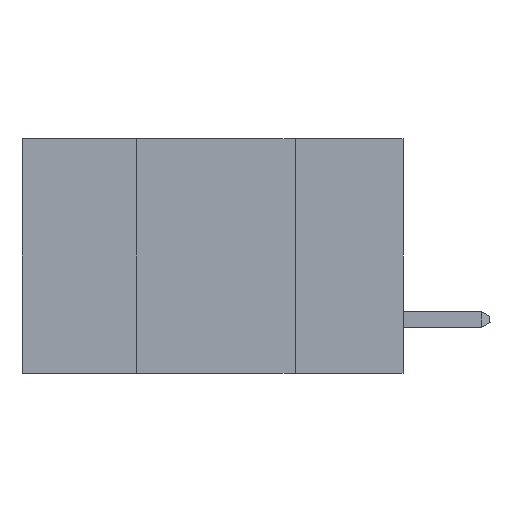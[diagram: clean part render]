
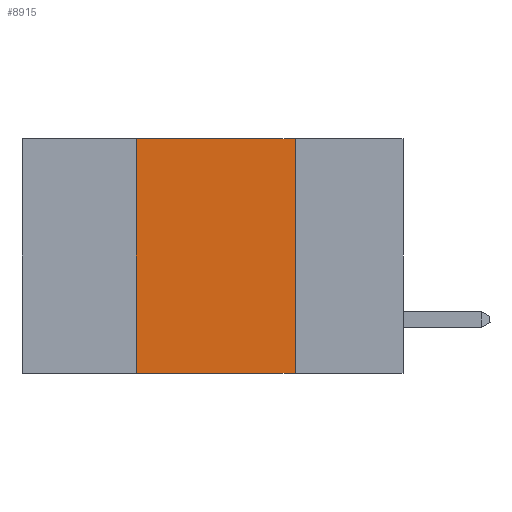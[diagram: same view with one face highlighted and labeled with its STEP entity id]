
A CAD part, left-side view. The second image highlights one B-rep face of the part: STEP entity #8915.
In plain terms, the highlighted planar face has unit normal (-1, 0, 0).
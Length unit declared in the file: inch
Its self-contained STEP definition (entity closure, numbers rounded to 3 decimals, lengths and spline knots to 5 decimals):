
#243 = CARTESIAN_POINT ( 'NONE',  ( 0., 0.42, 0. ) ) ;
#330 = DIRECTION ( 'NONE',  ( 0., -1., 0. ) ) ;
#684 = DIRECTION ( 'NONE',  ( 0., 0., -1. ) ) ;
#1283 = DIRECTION ( 'NONE',  ( 0., -1., 0. ) ) ;
#2193 = VERTEX_POINT ( 'NONE', #2884 ) ;
#2525 = VECTOR ( 'NONE', #7393, 39.37008 ) ;
#2596 = EDGE_LOOP ( 'NONE', ( #5933, #5325, #5236, #8138 ) ) ;
#2606 = EDGE_CURVE ( 'NONE', #2193, #6613, #3861, .T. ) ;
#2884 = CARTESIAN_POINT ( 'NONE',  ( 0., 0.42, -0.37 ) ) ;
#3081 = VERTEX_POINT ( 'NONE', #7268 ) ;
#3359 = VECTOR ( 'NONE', #330, 39.37008 ) ;
#3661 = LINE ( 'NONE', #243, #2525 ) ;
#3861 = LINE ( 'NONE', #5300, #9879 ) ;
#3883 = CARTESIAN_POINT ( 'NONE',  ( 0., 0.17, -0.37 ) ) ;
#4048 = EDGE_CURVE ( 'NONE', #3081, #6820, #5573, .T. ) ;
#5236 = ORIENTED_EDGE ( 'NONE', *, *, #10121, .F. ) ;
#5300 = CARTESIAN_POINT ( 'NONE',  ( 0., 0.6, -0.37 ) ) ;
#5325 = ORIENTED_EDGE ( 'NONE', *, *, #4048, .F. ) ;
#5573 = LINE ( 'NONE', #9566, #3359 ) ;
#5902 = FACE_OUTER_BOUND ( 'NONE', #2596, .T. ) ;
#5933 = ORIENTED_EDGE ( 'NONE', *, *, #12693, .F. ) ;
#6612 = CARTESIAN_POINT ( 'NONE',  ( 0., 0.17, 0. ) ) ;
#6613 = VERTEX_POINT ( 'NONE', #3883 ) ;
#6820 = VERTEX_POINT ( 'NONE', #6612 ) ;
#6929 = CARTESIAN_POINT ( 'NONE',  ( 0., 0.17, 0. ) ) ;
#7268 = CARTESIAN_POINT ( 'NONE',  ( 0., 0.42, 0. ) ) ;
#7393 = DIRECTION ( 'NONE',  ( 0., 0., 1. ) ) ;
#8138 = ORIENTED_EDGE ( 'NONE', *, *, #2606, .T. ) ;
#8915 = ADVANCED_FACE ( 'NONE', ( #5902 ), #10686, .F. ) ;
#8924 = DIRECTION ( 'NONE',  ( 0., 0., -1. ) ) ;
#9566 = CARTESIAN_POINT ( 'NONE',  ( 0., 0.6, 0. ) ) ;
#9676 = CARTESIAN_POINT ( 'NONE',  ( 0., 0.6, 0. ) ) ;
#9727 = DIRECTION ( 'NONE',  ( 1., 0., 0. ) ) ;
#9879 = VECTOR ( 'NONE', #1283, 39.37008 ) ;
#10121 = EDGE_CURVE ( 'NONE', #2193, #3081, #3661, .T. ) ;
#10686 = PLANE ( 'NONE',  #13202 ) ;
#11544 = VECTOR ( 'NONE', #8924, 39.37008 ) ;
#11869 = LINE ( 'NONE', #6929, #11544 ) ;
#12693 = EDGE_CURVE ( 'NONE', #6820, #6613, #11869, .T. ) ;
#13202 = AXIS2_PLACEMENT_3D ( 'NONE', #9676, #9727, #684 ) ;
